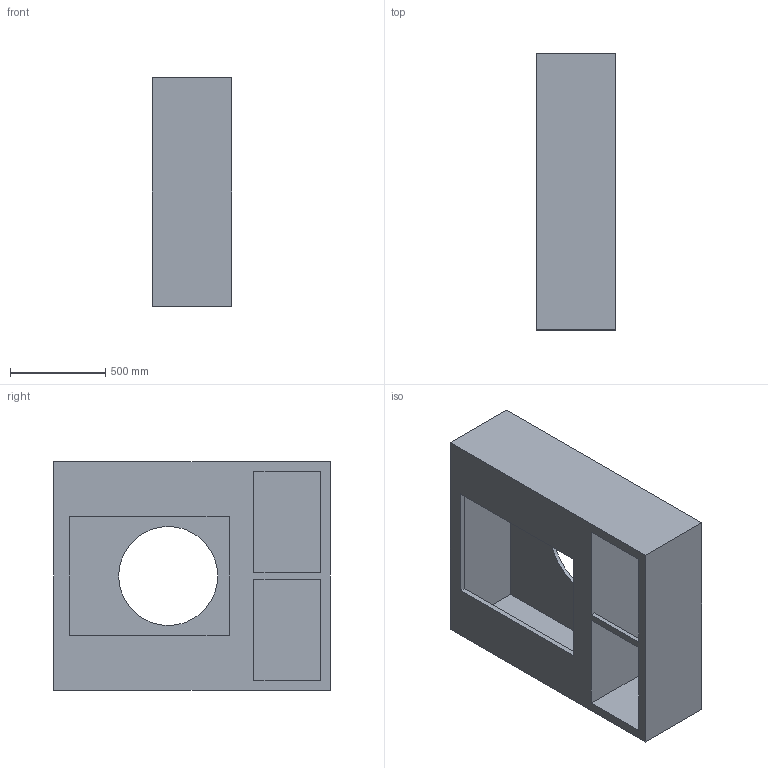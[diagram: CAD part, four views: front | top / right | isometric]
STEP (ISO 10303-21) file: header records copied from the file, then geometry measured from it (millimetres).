
FILE_DESCRIPTION(/* description */ (''),/* implementation_level */ '2;1');
FILE_NAME(/* name */ 'mri_activeshielding_ext.stp',/* time_stamp */ '2022-12-10T13:41:05+01:00',/* author */ ('Rik Ubaghs'),/* organization */ (''),/* preprocessor_version */ 'ST-DEVELOPER v18.1',/* originating_system */ 'Autodesk Inventor 2021',/* authorisation */ '');
FILE_SCHEMA (('AUTOMOTIVE_DESIGN { 1 0 10303 214 3 1 1 }'));
Length unit declared in the file: centimetre
Products named in the file (1): peripherals_activeshielding_ext
Bounding box: 420 x 1450 x 1200 mm (x, y, z)
Volume: 188588816.7 mm3; surface area: 9025579.2 mm2
Topology: 1 solids, 1 shells, 25 faces, 64 edges, 43 vertices
Faces by surface type: plane 24, cylinder 1
Full cylindrical faces by diameter (mm): 520 x1
Entity records: 832 total; most frequent: CARTESIAN_POINT 133, ORIENTED_EDGE 128, DIRECTION 119, EDGE_CURVE 64, LINE 61, VECTOR 61, VERTEX_POINT 43, EDGE_LOOP 31
